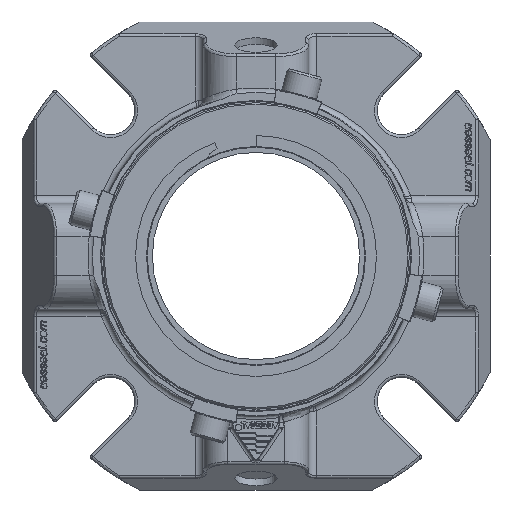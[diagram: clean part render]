
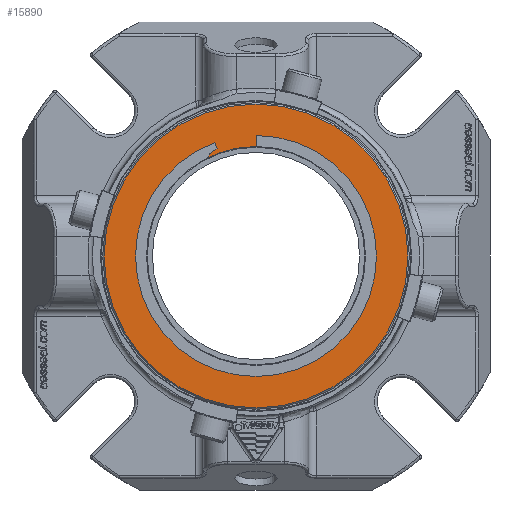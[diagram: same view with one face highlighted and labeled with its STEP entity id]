
A CAD part, left-side view. The second image highlights one B-rep face of the part: STEP entity #15890.
In plain terms, the highlighted planar face has unit normal (-1, 0, 0).
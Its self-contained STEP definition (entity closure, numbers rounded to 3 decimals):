
#427=LINE('',#23415,#1463);
#430=LINE('',#23423,#1466);
#1463=VECTOR('',#18894,1000.);
#1466=VECTOR('',#18903,1000.);
#3181=PLANE('',#17005);
#3921=ORIENTED_EDGE('',*,*,#8604,.F.);
#3922=ORIENTED_EDGE('',*,*,#8602,.F.);
#3923=ORIENTED_EDGE('',*,*,#8600,.T.);
#3924=ORIENTED_EDGE('',*,*,#8598,.T.);
#3925=ORIENTED_EDGE('',*,*,#8596,.F.);
#3926=ORIENTED_EDGE('',*,*,#8609,.T.);
#8596=EDGE_CURVE('',#10991,#10992,#12502,.T.);
#8598=EDGE_CURVE('',#10993,#10992,#12503,.T.);
#8600=EDGE_CURVE('',#10994,#10993,#427,.T.);
#8602=EDGE_CURVE('',#10994,#10995,#12504,.T.);
#8604=EDGE_CURVE('',#10995,#10991,#430,.T.);
#8609=EDGE_CURVE('',#11000,#11000,#12505,.T.);
#10991=VERTEX_POINT('',#23406);
#10992=VERTEX_POINT('',#23408);
#10993=VERTEX_POINT('',#23412);
#10994=VERTEX_POINT('',#23416);
#10995=VERTEX_POINT('',#23420);
#11000=VERTEX_POINT('',#23478);
#12502=CIRCLE('',#16994,38.849);
#12503=CIRCLE('',#16996,6.344);
#12504=CIRCLE('',#16999,43.619);
#12505=CIRCLE('',#17006,54.999);
#13324=EDGE_LOOP('',(#3921,#3922,#3923,#3924,#3925));
#13325=EDGE_LOOP('',(#3926));
#14460=FACE_BOUND('',#13324,.T.);
#14461=FACE_BOUND('',#13325,.T.);
#15890=ADVANCED_FACE('',(#14460,#14461),#3181,.T.);
#16994=AXIS2_PLACEMENT_3D('',#23407,#18884,#18885);
#16996=AXIS2_PLACEMENT_3D('',#23411,#18889,#18890);
#16999=AXIS2_PLACEMENT_3D('',#23419,#18898,#18899);
#17005=AXIS2_PLACEMENT_3D('',#23476,#18912,#18913);
#17006=AXIS2_PLACEMENT_3D('',#23477,#18914,#18915);
#18884=DIRECTION('',(-1.,0.,0.));
#18885=DIRECTION('',(0.,0.,1.));
#18889=DIRECTION('',(-1.,0.,0.));
#18890=DIRECTION('',(0.,0.,1.));
#18894=DIRECTION('',(0.,-0.342,-0.94));
#18898=DIRECTION('',(-1.,0.,0.));
#18899=DIRECTION('',(0.,0.,1.));
#18903=DIRECTION('',(0.,0.,-1.));
#18912=DIRECTION('',(-1.,0.,0.));
#18913=DIRECTION('',(0.,0.,1.));
#18914=DIRECTION('',(-1.,0.,0.));
#18915=DIRECTION('',(0.,0.,1.));
#23406=CARTESIAN_POINT('',(-103.5,-0.001,38.849));
#23407=CARTESIAN_POINT('',(-103.5,0.,0.));
#23408=CARTESIAN_POINT('',(-103.5,18.069,34.391));
#23411=CARTESIAN_POINT('',(-103.5,11.933,32.783));
#23412=CARTESIAN_POINT('',(-103.5,14.102,38.744));
#23415=CARTESIAN_POINT('',(-103.5,-0.001,-0.003));
#23416=CARTESIAN_POINT('',(-103.5,14.918,40.986));
#23419=CARTESIAN_POINT('',(-103.5,-0.001,-0.003));
#23420=CARTESIAN_POINT('',(-103.5,-0.001,43.616));
#23423=CARTESIAN_POINT('',(-103.5,-0.001,-0.003));
#23476=CARTESIAN_POINT('',(-103.5,0.,-55.507));
#23477=CARTESIAN_POINT('',(-103.5,0.,0.));
#23478=CARTESIAN_POINT('',(-103.5,0.,54.999));
